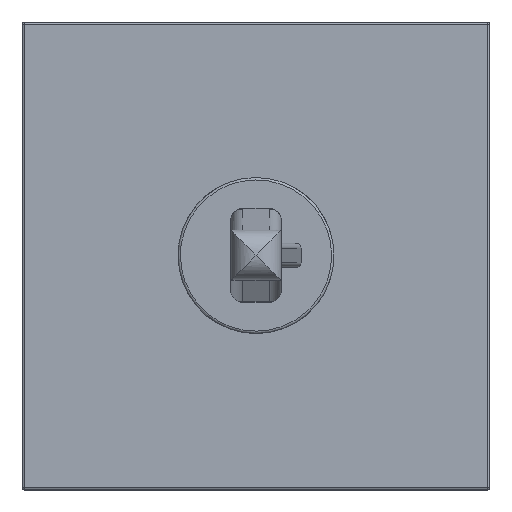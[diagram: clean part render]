
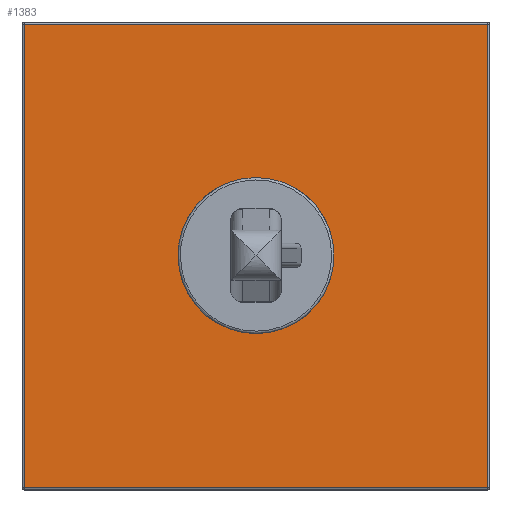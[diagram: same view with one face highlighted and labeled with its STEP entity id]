
A CAD part, top view. The second image highlights one B-rep face of the part: STEP entity #1383.
In plain terms, the highlighted planar face has unit normal (0, 0, 1).
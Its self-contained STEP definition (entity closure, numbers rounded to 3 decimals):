
#21=FACE_BOUND('',#309,.T.);
#58=CIRCLE('',#1443,3.);
#61=CIRCLE('',#1447,3.);
#62=CIRCLE('',#1451,3.);
#65=CIRCLE('',#1457,3.);
#219=FACE_OUTER_BOUND('',#308,.T.);
#308=EDGE_LOOP('',(#1110,#1111,#1112,#1113));
#309=EDGE_LOOP('',(#1114,#1115,#1116,#1117,#1118,#1119,#1120,#1121,#1122,
#1123,#1124,#1125));
#349=LINE('',#2064,#460);
#353=LINE('',#2072,#464);
#358=LINE('',#2090,#469);
#361=LINE('',#2096,#472);
#365=LINE('',#2109,#476);
#369=LINE('',#2116,#480);
#372=LINE('',#2126,#483);
#375=LINE('',#2131,#486);
#413=LINE('',#2321,#524);
#417=LINE('',#2334,#528);
#419=LINE('',#2337,#530);
#421=LINE('',#2340,#532);
#460=VECTOR('',#1613,10.);
#464=VECTOR('',#1619,10.);
#469=VECTOR('',#1638,10.);
#472=VECTOR('',#1643,10.);
#476=VECTOR('',#1655,10.);
#480=VECTOR('',#1661,10.);
#483=VECTOR('',#1672,10.);
#486=VECTOR('',#1677,10.);
#524=VECTOR('',#1845,10.);
#528=VECTOR('',#1861,10.);
#530=VECTOR('',#1865,10.);
#532=VECTOR('',#1869,10.);
#571=VERTEX_POINT('',#2062);
#572=VERTEX_POINT('',#2063);
#575=VERTEX_POINT('',#2071);
#577=VERTEX_POINT('',#2077);
#580=VERTEX_POINT('',#2085);
#581=VERTEX_POINT('',#2089);
#583=VERTEX_POINT('',#2095);
#585=VERTEX_POINT('',#2101);
#587=VERTEX_POINT('',#2107);
#588=VERTEX_POINT('',#2108);
#592=VERTEX_POINT('',#2121);
#593=VERTEX_POINT('',#2125);
#635=VERTEX_POINT('',#2282);
#641=VERTEX_POINT('',#2302);
#644=VERTEX_POINT('',#2312);
#647=VERTEX_POINT('',#2325);
#689=EDGE_CURVE('',#571,#572,#349,.T.);
#693=EDGE_CURVE('',#572,#575,#353,.T.);
#696=EDGE_CURVE('',#577,#571,#58,.T.);
#701=EDGE_CURVE('',#575,#580,#61,.T.);
#702=EDGE_CURVE('',#577,#581,#358,.T.);
#705=EDGE_CURVE('',#581,#583,#361,.T.);
#708=EDGE_CURVE('',#585,#583,#62,.T.);
#711=EDGE_CURVE('',#587,#588,#365,.T.);
#715=EDGE_CURVE('',#588,#580,#369,.T.);
#719=EDGE_CURVE('',#587,#592,#65,.T.);
#720=EDGE_CURVE('',#592,#593,#372,.T.);
#723=EDGE_CURVE('',#593,#585,#375,.T.);
#801=EDGE_CURVE('',#635,#644,#413,.T.);
#808=EDGE_CURVE('',#644,#647,#417,.T.);
#810=EDGE_CURVE('',#647,#641,#419,.T.);
#812=EDGE_CURVE('',#641,#635,#421,.T.);
#1110=ORIENTED_EDGE('',*,*,#801,.F.);
#1111=ORIENTED_EDGE('',*,*,#812,.F.);
#1112=ORIENTED_EDGE('',*,*,#810,.F.);
#1113=ORIENTED_EDGE('',*,*,#808,.F.);
#1114=ORIENTED_EDGE('',*,*,#708,.T.);
#1115=ORIENTED_EDGE('',*,*,#705,.F.);
#1116=ORIENTED_EDGE('',*,*,#702,.F.);
#1117=ORIENTED_EDGE('',*,*,#696,.T.);
#1118=ORIENTED_EDGE('',*,*,#689,.T.);
#1119=ORIENTED_EDGE('',*,*,#693,.T.);
#1120=ORIENTED_EDGE('',*,*,#701,.T.);
#1121=ORIENTED_EDGE('',*,*,#715,.F.);
#1122=ORIENTED_EDGE('',*,*,#711,.F.);
#1123=ORIENTED_EDGE('',*,*,#719,.T.);
#1124=ORIENTED_EDGE('',*,*,#720,.T.);
#1125=ORIENTED_EDGE('',*,*,#723,.T.);
#1317=PLANE('',#1539);
#1383=ADVANCED_FACE('',(#219,#21),#1317,.T.);
#1443=AXIS2_PLACEMENT_3D('',#2078,#1624,#1625);
#1447=AXIS2_PLACEMENT_3D('',#2087,#1634,#1635);
#1451=AXIS2_PLACEMENT_3D('',#2102,#1648,#1649);
#1457=AXIS2_PLACEMENT_3D('',#2123,#1668,#1669);
#1539=AXIS2_PLACEMENT_3D('',#2352,#1887,#1888);
#1613=DIRECTION('',(0.,1.,0.));
#1619=DIRECTION('',(-1.,0.,0.));
#1624=DIRECTION('center_axis',(0.,0.,-1.));
#1625=DIRECTION('ref_axis',(1.,0.,0.));
#1634=DIRECTION('center_axis',(0.,0.,-1.));
#1635=DIRECTION('ref_axis',(1.,0.,0.));
#1638=DIRECTION('',(0.,1.,0.));
#1643=DIRECTION('',(1.,0.,0.));
#1648=DIRECTION('center_axis',(0.,0.,-1.));
#1649=DIRECTION('ref_axis',(1.,0.,0.));
#1655=DIRECTION('',(0.,-1.,0.));
#1661=DIRECTION('',(-1.,0.,0.));
#1668=DIRECTION('center_axis',(0.,0.,-1.));
#1669=DIRECTION('ref_axis',(1.,0.,0.));
#1672=DIRECTION('',(0.,-1.,0.));
#1677=DIRECTION('',(1.,0.,0.));
#1845=DIRECTION('',(-1.,0.,0.));
#1861=DIRECTION('',(0.,1.,0.));
#1865=DIRECTION('',(1.,0.,0.));
#1869=DIRECTION('',(0.,-1.,0.));
#1887=DIRECTION('center_axis',(0.,0.,1.));
#1888=DIRECTION('ref_axis',(1.,0.,0.));
#2062=CARTESIAN_POINT('',(-0.7,-2.917,2.5));
#2063=CARTESIAN_POINT('',(-0.7,-0.7,2.5));
#2064=CARTESIAN_POINT('',(-0.7,-2.917,2.5));
#2071=CARTESIAN_POINT('',(-2.917,-0.7,2.5));
#2072=CARTESIAN_POINT('',(-0.7,-0.7,2.5));
#2077=CARTESIAN_POINT('',(0.7,-2.917,2.5));
#2078=CARTESIAN_POINT('Origin',(0.,0.,2.5));
#2085=CARTESIAN_POINT('',(-2.917,0.7,2.5));
#2087=CARTESIAN_POINT('Origin',(0.,0.,2.5));
#2089=CARTESIAN_POINT('',(0.7,-0.7,2.5));
#2090=CARTESIAN_POINT('',(0.7,-2.917,2.5));
#2095=CARTESIAN_POINT('',(2.917,-0.7,2.5));
#2096=CARTESIAN_POINT('',(0.7,-0.7,2.5));
#2101=CARTESIAN_POINT('',(2.917,0.7,2.5));
#2102=CARTESIAN_POINT('Origin',(0.,0.,2.5));
#2107=CARTESIAN_POINT('',(-0.7,2.917,2.5));
#2108=CARTESIAN_POINT('',(-0.7,0.7,2.5));
#2109=CARTESIAN_POINT('',(-0.7,2.917,2.5));
#2116=CARTESIAN_POINT('',(-0.7,0.7,2.5));
#2121=CARTESIAN_POINT('',(0.7,2.917,2.5));
#2123=CARTESIAN_POINT('Origin',(0.,0.,2.5));
#2125=CARTESIAN_POINT('',(0.7,0.7,2.5));
#2126=CARTESIAN_POINT('',(0.7,2.917,2.5));
#2131=CARTESIAN_POINT('',(0.7,0.7,2.5));
#2282=CARTESIAN_POINT('',(9.65,-9.65,2.5));
#2302=CARTESIAN_POINT('',(9.65,9.65,2.5));
#2312=CARTESIAN_POINT('',(-9.65,-9.65,2.5));
#2321=CARTESIAN_POINT('',(-4.875,-9.65,2.5));
#2325=CARTESIAN_POINT('',(-9.65,9.65,2.5));
#2334=CARTESIAN_POINT('',(-9.65,4.875,2.5));
#2337=CARTESIAN_POINT('',(4.875,9.65,2.5));
#2340=CARTESIAN_POINT('',(9.65,-4.875,2.5));
#2352=CARTESIAN_POINT('Origin',(0.,0.,2.5));
